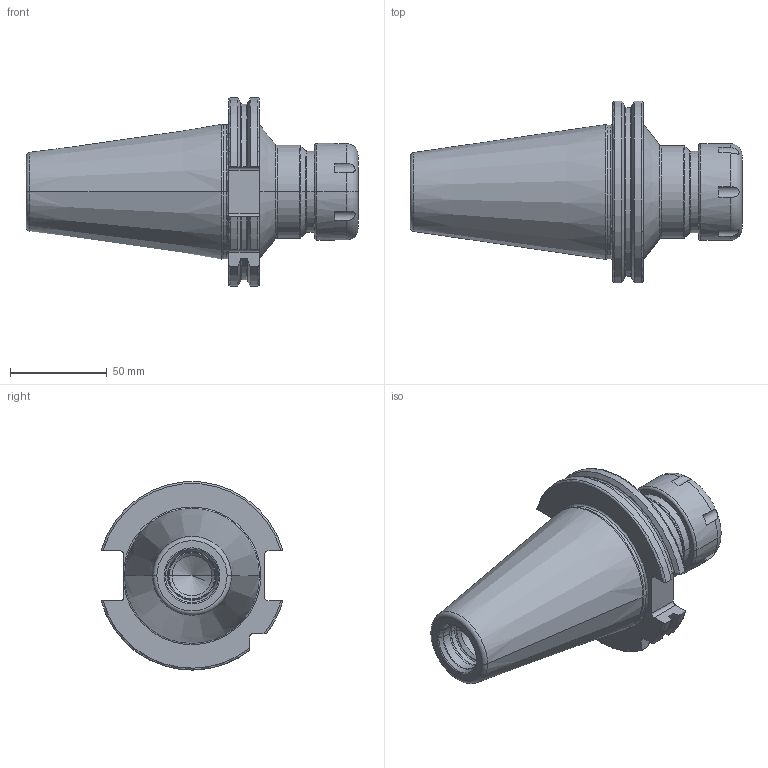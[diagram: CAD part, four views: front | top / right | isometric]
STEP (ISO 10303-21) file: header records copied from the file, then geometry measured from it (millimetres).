
FILE_DESCRIPTION((''),'2;1');
FILE_NAME('50-320-32-3_ASM','2013-12-10T',('mei'),(''),'PRO/ENGINEER BY PARAMETRIC TECHNOLOGY CORPORATION, 2010430','PRO/ENGINEER BY PARAMETRIC TECHNOLOGY CORPORATION, 2010430','');
FILE_SCHEMA(('CONFIG_CONTROL_DESIGN'));
Length unit declared in the file: millimetre
Products named in the file (3): 50-320-32-3; 83-914-32; 50-320-32-3_ASM
Assembly tree (2 placements, depth 2):
  50-320-32-3_ASM
    50-320-32-3
    83-914-32
Bounding box: 171.6 x 94 x 97.29 mm (x, y, z)
Volume: 401636 mm3; surface area: 60202.5 mm2
Topology: 2 solids, 3 shells, 134 faces, 332 edges, 205 vertices
Faces by surface type: cylinder 42, torus 36, plane 30, cone 26
Entity records: 4367 total; most frequent: CARTESIAN_POINT 1047, DIRECTION 738, ORIENTED_EDGE 656, EDGE_CURVE 330, AXIS2_PLACEMENT_3D 313, VERTEX_POINT 205, CIRCLE 172, EDGE_LOOP 141
